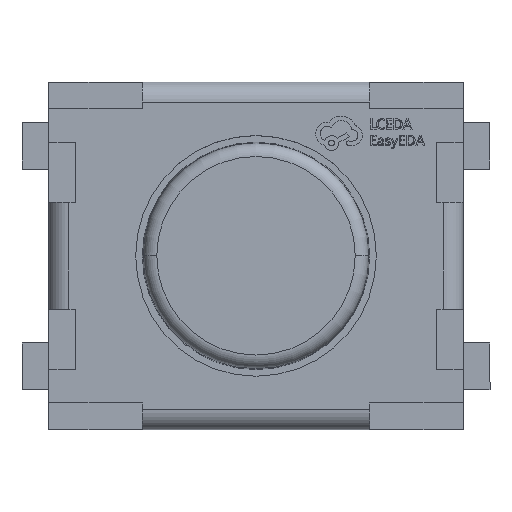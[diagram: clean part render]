
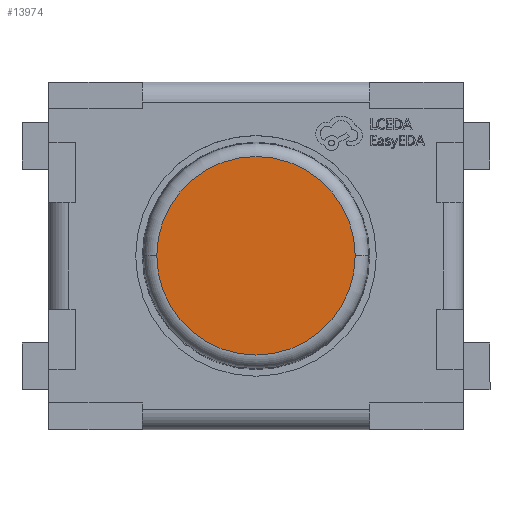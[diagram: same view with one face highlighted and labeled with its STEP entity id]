
A CAD part, top view. The second image highlights one B-rep face of the part: STEP entity #13974.
In plain terms, the highlighted planar face has unit normal (0, 0, 1).
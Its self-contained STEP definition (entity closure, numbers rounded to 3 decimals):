
#41 = AXIS2_PLACEMENT_3D ( 'NONE', #8482, #1498, #8304 ) ;
#805 = CARTESIAN_POINT ( 'NONE',  ( -0.742, 0., 1.35 ) ) ;
#1498 = DIRECTION ( 'NONE',  ( 0., 0., 1. ) ) ;
#1837 = CARTESIAN_POINT ( 'NONE',  ( 0., 0., 1.35 ) ) ;
#1996 = EDGE_CURVE ( 'NONE', #11460, #13764, #5172, .T. ) ;
#4772 = CARTESIAN_POINT ( 'NONE',  ( 0.742, 0., 1.35 ) ) ;
#5172 = CIRCLE ( 'NONE', #16492, 0.742 ) ;
#5835 = DIRECTION ( 'NONE',  ( 1., 0., 0. ) ) ;
#6140 = EDGE_LOOP ( 'NONE', ( #16316, #17476 ) ) ;
#8304 = DIRECTION ( 'NONE',  ( 1., 0., 0. ) ) ;
#8482 = CARTESIAN_POINT ( 'NONE',  ( 0., 0., 1.35 ) ) ;
#10086 = CARTESIAN_POINT ( 'NONE',  ( 0., 0., 1.35 ) ) ;
#10786 = AXIS2_PLACEMENT_3D ( 'NONE', #1837, #11391, #5835 ) ;
#11391 = DIRECTION ( 'NONE',  ( 0., 0., 1. ) ) ;
#11460 = VERTEX_POINT ( 'NONE', #805 ) ;
#11684 = DIRECTION ( 'NONE',  ( 0., 0., 1. ) ) ;
#13764 = VERTEX_POINT ( 'NONE', #4772 ) ;
#13974 = ADVANCED_FACE ( 'NONE', ( #16547 ), #15207, .T. ) ;
#15180 = EDGE_CURVE ( 'NONE', #13764, #11460, #15360, .T. ) ;
#15207 = PLANE ( 'NONE',  #41 ) ;
#15360 = CIRCLE ( 'NONE', #10786, 0.742 ) ;
#15481 = DIRECTION ( 'NONE',  ( 1., 0., 0. ) ) ;
#16316 = ORIENTED_EDGE ( 'NONE', *, *, #15180, .T. ) ;
#16492 = AXIS2_PLACEMENT_3D ( 'NONE', #10086, #11684, #15481 ) ;
#16547 = FACE_OUTER_BOUND ( 'NONE', #6140, .T. ) ;
#17476 = ORIENTED_EDGE ( 'NONE', *, *, #1996, .T. ) ;
